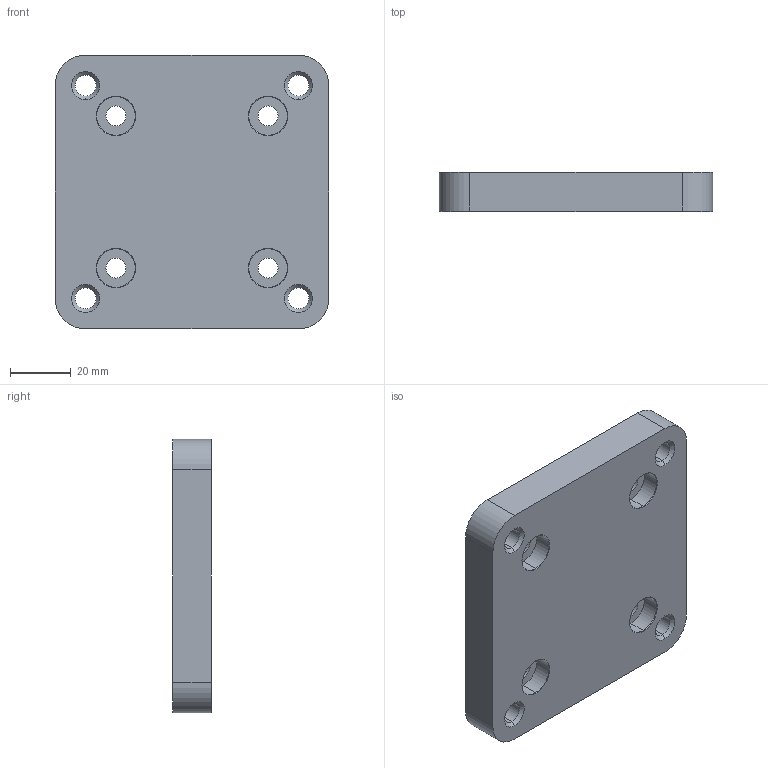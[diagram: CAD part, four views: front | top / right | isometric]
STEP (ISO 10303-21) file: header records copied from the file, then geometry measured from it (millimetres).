
FILE_DESCRIPTION (( 'STEP AP214' ), '1' );
FILE_NAME ('Caster base plate for 24125T22 STEP.STEP', '2024-12-12T20:27:15', ( '' ), ( '' ), 'SwSTEP 2.0', 'SolidWorks 2023', '' );
FILE_SCHEMA (( 'AUTOMOTIVE_DESIGN' ));
Length unit declared in the file: inch
Products named in the file (1): Caster base plate for 24125T22 STEP
Bounding box: 90 x 12.7 x 90 mm (x, y, z)
Volume: 95848.8 mm3; surface area: 22297.3 mm2
Topology: 1 solids, 1 shells, 62 faces, 144 edges, 88 vertices
Faces by surface type: cylinder 28, cone 24, plane 10
Entity records: 1835 total; most frequent: DIRECTION 350, CARTESIAN_POINT 295, ORIENTED_EDGE 288, EDGE_CURVE 144, AXIS2_PLACEMENT_3D 143, VERTEX_POINT 88, EDGE_LOOP 82, CIRCLE 80
